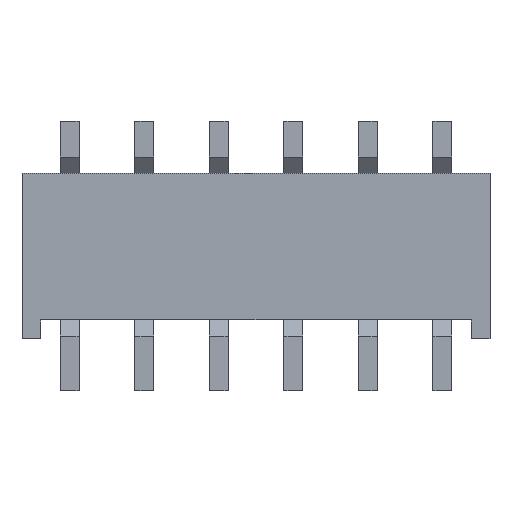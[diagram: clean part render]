
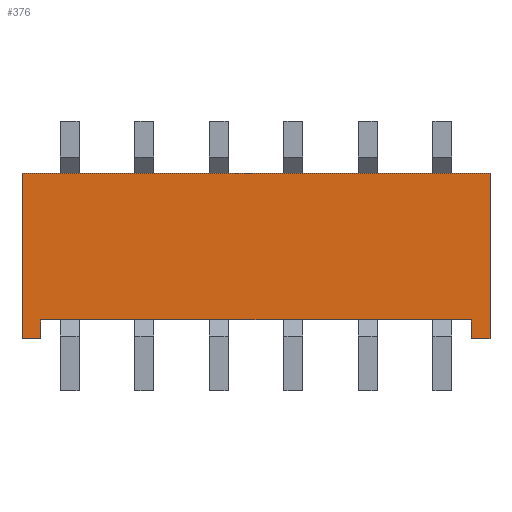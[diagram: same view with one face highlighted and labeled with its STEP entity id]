
A CAD part, front view. The second image highlights one B-rep face of the part: STEP entity #376.
In plain terms, the highlighted planar face has unit normal (0, -1, 0).
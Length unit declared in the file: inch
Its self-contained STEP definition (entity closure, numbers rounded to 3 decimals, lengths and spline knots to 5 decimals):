
#376=ADVANCED_FACE( '', ( #665 ), #666, .F. );
#412=DIRECTION( '', ( 0., 0., 1. ) );
#413=DIRECTION( '', ( 1., 0., 0. ) );
#665=FACE_OUTER_BOUND( '', #956, .T. );
#666=PLANE( '', #957 );
#956=EDGE_LOOP( '', ( #1956, #1957, #1958, #1959, #1960, #1961, #1962, #1963 ) );
#957=AXIS2_PLACEMENT_3D( '', #1964, #1143, #412 );
#1074=DIRECTION( '', ( 0., 0., -1. ) );
#1098=DIRECTION( '', ( -1., 0., 0. ) );
#1143=DIRECTION( '', ( 0., 1., 0. ) );
#1956=ORIENTED_EDGE( '', *, *, #2397, .F. );
#1957=ORIENTED_EDGE( '', *, *, #2481, .T. );
#1958=ORIENTED_EDGE( '', *, *, #2613, .F. );
#1959=ORIENTED_EDGE( '', *, *, #2468, .F. );
#1960=ORIENTED_EDGE( '', *, *, #2596, .F. );
#1961=ORIENTED_EDGE( '', *, *, #2316, .F. );
#1962=ORIENTED_EDGE( '', *, *, #2614, .F. );
#1963=ORIENTED_EDGE( '', *, *, #2284, .F. );
#1964=CARTESIAN_POINT( '', ( 0., 0., 0. ) );
#2284=EDGE_CURVE( '', #2883, #2879, #2885, .T. );
#2316=EDGE_CURVE( '', #2934, #2935, #2936, .T. );
#2397=EDGE_CURVE( '', #3049, #2883, #3050, .T. );
#2468=EDGE_CURVE( '', #3152, #3154, #3155, .T. );
#2481=EDGE_CURVE( '', #3049, #3172, #3173, .T. );
#2596=EDGE_CURVE( '', #2935, #3152, #3298, .T. );
#2613=EDGE_CURVE( '', #3154, #3172, #3314, .T. );
#2614=EDGE_CURVE( '', #2879, #2934, #3314, .T. );
#2879=VERTEX_POINT( '', #3406 );
#2883=VERTEX_POINT( '', #3492 );
#2885=LINE( '', #3492, #3344 );
#2934=VERTEX_POINT( '', #3515 );
#2935=VERTEX_POINT( '', #3516 );
#2936=LINE( '', #3515, #3339 );
#3049=VERTEX_POINT( '', #3569 );
#3050=LINE( '', #3569, #3341 );
#3152=VERTEX_POINT( '', #3619 );
#3154=VERTEX_POINT( '', #3620 );
#3155=LINE( '', #3619, #3344 );
#3172=VERTEX_POINT( '', #3431 );
#3173=LINE( '', #3569, #3344 );
#3298=LINE( '', #3516, #3335 );
#3314=LINE( '', #3620, #3331 );
#3331=VECTOR( '', #1098, 39.37008 );
#3335=VECTOR( '', #413, 39.37008 );
#3339=VECTOR( '', #412, 39.37008 );
#3341=VECTOR( '', #3694, 39.37008 );
#3344=VECTOR( '', #1074, 39.37008 );
#3406=CARTESIAN_POINT( '', ( -0.2271, 0., -0.175 ) );
#3431=CARTESIAN_POINT( '', ( 0.2271, 0., -0.175 ) );
#3492=CARTESIAN_POINT( '', ( -0.2271, 0., -0.155 ) );
#3515=CARTESIAN_POINT( '', ( -0.2471, 0., -0.175 ) );
#3516=CARTESIAN_POINT( '', ( -0.2471, 0., 0. ) );
#3569=CARTESIAN_POINT( '', ( 0.2271, 0., -0.155 ) );
#3619=CARTESIAN_POINT( '', ( 0.2471, 0., 0. ) );
#3620=CARTESIAN_POINT( '', ( 0.2471, 0., -0.175 ) );
#3694=DIRECTION( '', ( -1., 0., 0. ) );
